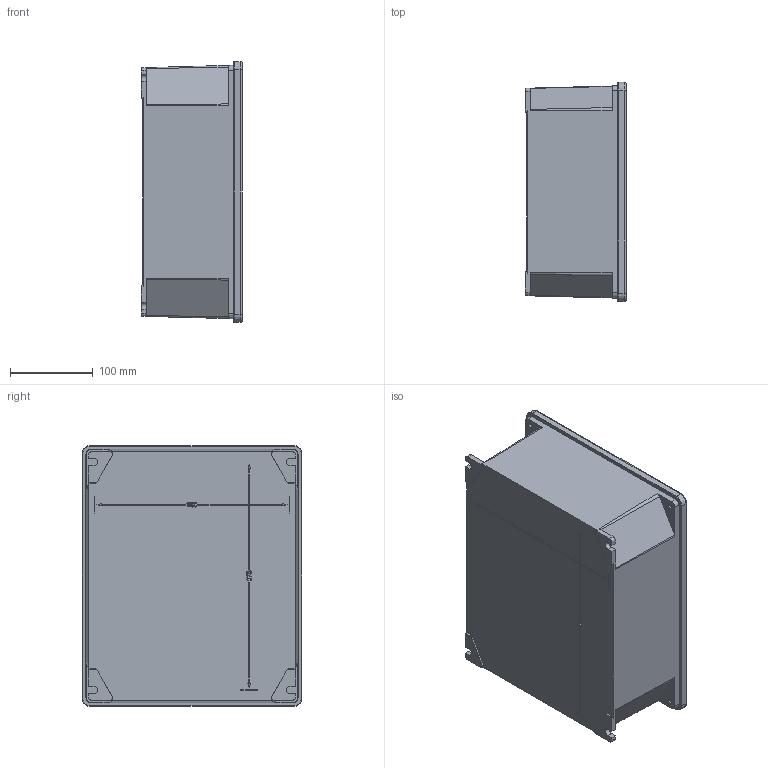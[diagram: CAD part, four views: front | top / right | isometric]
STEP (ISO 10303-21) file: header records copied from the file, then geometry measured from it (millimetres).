
FILE_DESCRIPTION( ( 'STEP AP214' ), '1' );
FILE_NAME( '65305.stp', '2018-12-14T19:54:36', ( '' ), ( '' ), ' ', 'PARTsolutions', ' ' );
FILE_SCHEMA( ( 'AUTOMOTIVE_DESIGN { 1 0 10303 214 1 1 1 1 }' ) );
Length unit declared in the file: millimetre
Products named in the file (3): 65305; _65305_1; _65305_2
Assembly tree (2 placements, depth 2):
  65305
    _65305_1
    _65305_2
Bounding box: 122 x 264.51 x 314.51 mm (x, y, z)
Volume: 844733.9 mm3; surface area: 580662.7 mm2
Topology: 2 solids, 2 shells, 431 faces, 1139 edges, 745 vertices
Faces by surface type: plane 253, cylinder 105, cone 64, torus 8, sphere 1
Full cylindrical faces by diameter (mm): 2.292 x1, 3.024 x1, 3.026 x1, 4.917 x4, 5.5 x9, 7 x4, 12 x5, 12.5 x4
Entity records: 16651 total; most frequent: DIRECTION 2311, CARTESIAN_POINT 2274, ORIENTED_EDGE 2200, EDGE_CURVE 1100, AXIS2_PLACEMENT_3D 777, LINE 757, VECTOR 757, VERTEX_POINT 740
